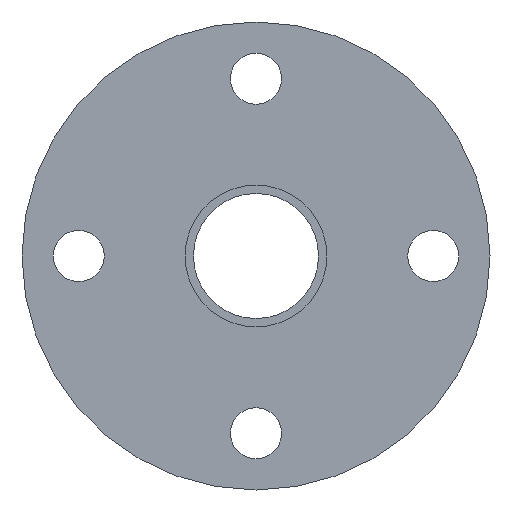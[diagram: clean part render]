
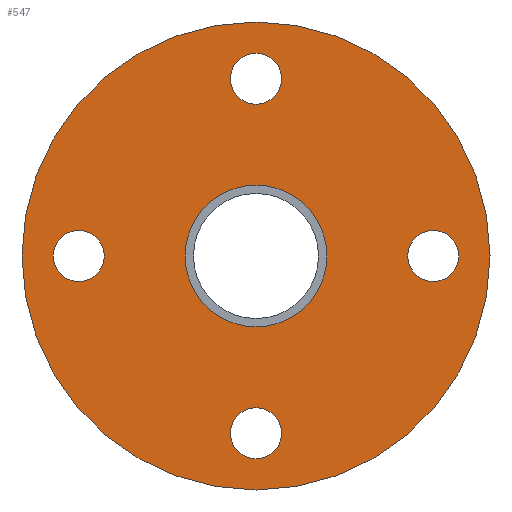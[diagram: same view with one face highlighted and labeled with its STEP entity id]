
A CAD part, left-side view. The second image highlights one B-rep face of the part: STEP entity #547.
In plain terms, the highlighted planar face has unit normal (-1, 0, 0).
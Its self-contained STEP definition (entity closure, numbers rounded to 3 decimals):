
#16=PLANE('',#630);
#84=FACE_BOUND('',#211,.T.);
#85=FACE_BOUND('',#212,.T.);
#86=FACE_BOUND('',#213,.T.);
#87=FACE_BOUND('',#214,.T.);
#88=FACE_BOUND('',#215,.T.);
#134=FACE_OUTER_BOUND('',#210,.T.);
#210=EDGE_LOOP('',(#440));
#211=EDGE_LOOP('',(#441));
#212=EDGE_LOOP('',(#442));
#213=EDGE_LOOP('',(#443));
#214=EDGE_LOOP('',(#444));
#215=EDGE_LOOP('',(#445));
#259=CIRCLE('',#604,9.);
#260=CIRCLE('',#606,9.);
#261=CIRCLE('',#608,9.);
#265=CIRCLE('',#615,9.);
#272=CIRCLE('',#629,25.);
#273=CIRCLE('',#631,82.5);
#305=VERTEX_POINT('',#896);
#306=VERTEX_POINT('',#899);
#307=VERTEX_POINT('',#902);
#311=VERTEX_POINT('',#913);
#318=VERTEX_POINT('',#934);
#319=VERTEX_POINT('',#937);
#351=EDGE_CURVE('',#305,#305,#259,.T.);
#352=EDGE_CURVE('',#306,#306,#260,.T.);
#353=EDGE_CURVE('',#307,#307,#261,.T.);
#357=EDGE_CURVE('',#311,#311,#265,.T.);
#364=EDGE_CURVE('',#318,#318,#272,.T.);
#365=EDGE_CURVE('',#319,#319,#273,.T.);
#440=ORIENTED_EDGE('',*,*,#365,.F.);
#441=ORIENTED_EDGE('',*,*,#351,.T.);
#442=ORIENTED_EDGE('',*,*,#352,.T.);
#443=ORIENTED_EDGE('',*,*,#353,.T.);
#444=ORIENTED_EDGE('',*,*,#357,.T.);
#445=ORIENTED_EDGE('',*,*,#364,.T.);
#547=ADVANCED_FACE('',(#134,#84,#85,#86,#87,#88),#16,.T.);
#604=AXIS2_PLACEMENT_3D('',#897,#741,#742);
#606=AXIS2_PLACEMENT_3D('',#900,#745,#746);
#608=AXIS2_PLACEMENT_3D('',#903,#749,#750);
#615=AXIS2_PLACEMENT_3D('',#914,#763,#764);
#629=AXIS2_PLACEMENT_3D('',#935,#791,#792);
#630=AXIS2_PLACEMENT_3D('',#936,#793,#794);
#631=AXIS2_PLACEMENT_3D('',#938,#795,#796);
#741=DIRECTION('center_axis',(1.,0.,0.));
#742=DIRECTION('ref_axis',(0.,-1.,0.));
#745=DIRECTION('center_axis',(1.,0.,0.));
#746=DIRECTION('ref_axis',(0.,0.,1.));
#749=DIRECTION('center_axis',(1.,0.,0.));
#750=DIRECTION('ref_axis',(0.,1.,0.));
#763=DIRECTION('center_axis',(1.,0.,0.));
#764=DIRECTION('ref_axis',(0.,0.,-1.));
#791=DIRECTION('center_axis',(1.,0.,0.));
#792=DIRECTION('ref_axis',(0.,0.,-1.));
#793=DIRECTION('center_axis',(-1.,0.,0.));
#794=DIRECTION('ref_axis',(0.,0.,1.));
#795=DIRECTION('center_axis',(1.,0.,0.));
#796=DIRECTION('ref_axis',(0.,0.,-1.));
#896=CARTESIAN_POINT('',(0.,9.,-62.5));
#897=CARTESIAN_POINT('Origin',(0.,0.,
-62.5));
#899=CARTESIAN_POINT('',(0.,-62.5,-9.));
#900=CARTESIAN_POINT('Origin',(0.,-62.5,0.));
#902=CARTESIAN_POINT('',(0.,-9.,62.5));
#903=CARTESIAN_POINT('Origin',(0.,0.,
62.5));
#913=CARTESIAN_POINT('',(0.,62.5,9.));
#914=CARTESIAN_POINT('Origin',(0.,62.5,0.));
#934=CARTESIAN_POINT('',(0.,25.,0.));
#935=CARTESIAN_POINT('Origin',(0.,0.,0.));
#936=CARTESIAN_POINT('Origin',(0.,82.5,0.));
#937=CARTESIAN_POINT('',(0.,82.5,0.));
#938=CARTESIAN_POINT('Origin',(0.,0.,0.));
